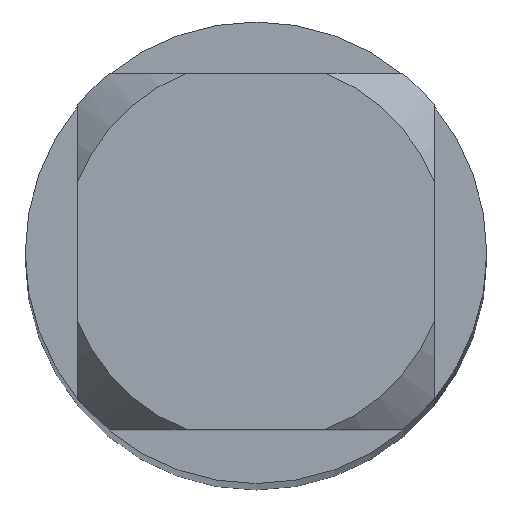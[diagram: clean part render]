
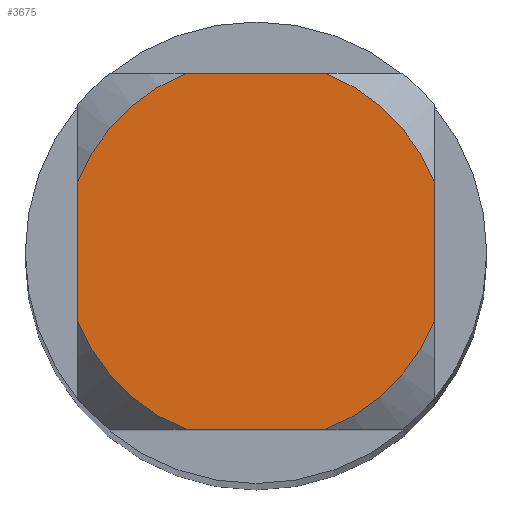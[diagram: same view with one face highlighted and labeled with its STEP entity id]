
A CAD part, top view. The second image highlights one B-rep face of the part: STEP entity #3675.
In plain terms, the highlighted planar face has unit normal (0, 0, 1).
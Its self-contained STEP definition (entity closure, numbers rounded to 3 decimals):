
#3675=ADVANCED_FACE('',(#9128),#9129,.T.);
#4025=VERTEX_POINT('',#9508);
#4127=EDGE_CURVE('',#6721,#4905,#9619,.T.);
#4905=VERTEX_POINT('',#10475);
#5205=EDGE_CURVE('',#6721,#5829,#10804,.T.);
#5271=EDGE_CURVE('',#6339,#5413,#10874,.T.);
#5413=VERTEX_POINT('',#11022);
#5427=EDGE_CURVE('',#6339,#4905,#11037,.T.);
#5829=VERTEX_POINT('',#11469);
#5947=EDGE_CURVE('',#4025,#5829,#11600,.T.);
#6017=EDGE_CURVE('',#6907,#5413,#11680,.T.);
#6071=EDGE_CURVE('',#6907,#6213,#11740,.T.);
#6213=VERTEX_POINT('',#11891);
#6339=VERTEX_POINT('',#12025);
#6721=VERTEX_POINT('',#12441);
#6907=VERTEX_POINT('',#12648);
#7331=EDGE_CURVE('',#4025,#6213,#13106,.T.);
#9128=FACE_OUTER_BOUND('',#15728,.T.);
#9129=PLANE('',#15729);
#9508=CARTESIAN_POINT('',(1.35,-0.529,0.0));
#9619=CIRCLE('',#16604,1.45);
#10475=CARTESIAN_POINT('',(-1.35,-0.529,0.0));
#10804=LINE('',#18772,#18773);
#10874=CIRCLE('',#18887,1.45);
#11022=CARTESIAN_POINT('',(-0.529,1.35,0.0));
#11037=LINE('',#19185,#19186);
#11469=CARTESIAN_POINT('',(0.529,-1.35,0.0));
#11600=CIRCLE('',#20231,1.45);
#11680=LINE('',#20369,#20370);
#11740=CIRCLE('',#20470,1.45);
#11891=CARTESIAN_POINT('',(1.35,0.529,0.0));
#12025=CARTESIAN_POINT('',(-1.35,0.529,0.0));
#12441=CARTESIAN_POINT('',(-0.529,-1.35,0.0));
#12648=CARTESIAN_POINT('',(0.529,1.35,0.0));
#13106=LINE('',#22780,#22781);
#15728=EDGE_LOOP('',(#25603,#25604,#25605,#25606,#25607,#25608,#25609,#25610));
#15729=AXIS2_PLACEMENT_3D('',#25611,#25612,#25613);
#16604=AXIS2_PLACEMENT_3D('',#26116,#26117,#26118);
#18772=CARTESIAN_POINT('',(0.0,-1.35,0.0));
#18773=VECTOR('',#27402,1.0);
#18887=AXIS2_PLACEMENT_3D('',#27448,#27449,#27450);
#19185=CARTESIAN_POINT('',(-1.35,0.363,0.0));
#19186=VECTOR('',#27585,1.0);
#20231=AXIS2_PLACEMENT_3D('',#28156,#28157,#28158);
#20369=CARTESIAN_POINT('',(0.0,1.35,0.0));
#20370=VECTOR('',#28260,1.0);
#20470=AXIS2_PLACEMENT_3D('',#28340,#28341,#28342);
#22780=CARTESIAN_POINT('',(1.35,0.363,0.0));
#22781=VECTOR('',#29800,1.0);
#25603=ORIENTED_EDGE('',*,*,#5427,.T.);
#25604=ORIENTED_EDGE('',*,*,#4127,.F.);
#25605=ORIENTED_EDGE('',*,*,#5205,.T.);
#25606=ORIENTED_EDGE('',*,*,#5947,.F.);
#25607=ORIENTED_EDGE('',*,*,#7331,.T.);
#25608=ORIENTED_EDGE('',*,*,#6071,.F.);
#25609=ORIENTED_EDGE('',*,*,#6017,.T.);
#25610=ORIENTED_EDGE('',*,*,#5271,.F.);
#25611=CARTESIAN_POINT('',(0.0,0.725,0.0));
#25612=DIRECTION('',(-0.0,0.0,1.0));
#25613=DIRECTION('',(0.0,-1.0,0.0));
#26116=CARTESIAN_POINT('',(0.0,0.0,0.0));
#26117=DIRECTION('',(0.0,0.0,-1.0));
#26118=DIRECTION('',(0.0,1.0,0.0));
#27402=DIRECTION('',(1.0,0.0,0.0));
#27448=CARTESIAN_POINT('',(0.0,0.0,0.0));
#27449=DIRECTION('',(0.0,0.0,-1.0));
#27450=DIRECTION('',(0.0,1.0,0.0));
#27585=DIRECTION('',(-0.0,-1.0,0.0));
#28156=CARTESIAN_POINT('',(0.0,0.0,0.0));
#28157=DIRECTION('',(0.0,0.0,-1.0));
#28158=DIRECTION('',(0.0,1.0,0.0));
#28260=DIRECTION('',(-1.0,0.0,0.0));
#28340=CARTESIAN_POINT('',(0.0,0.0,0.0));
#28341=DIRECTION('',(0.0,0.0,-1.0));
#28342=DIRECTION('',(0.0,1.0,0.0));
#29800=DIRECTION('',(-0.0,1.0,0.0));
